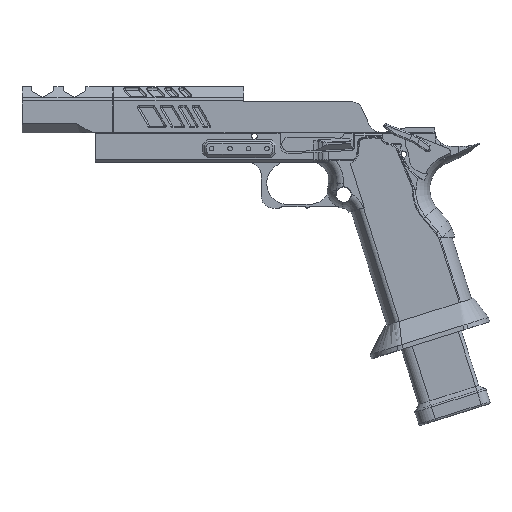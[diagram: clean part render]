
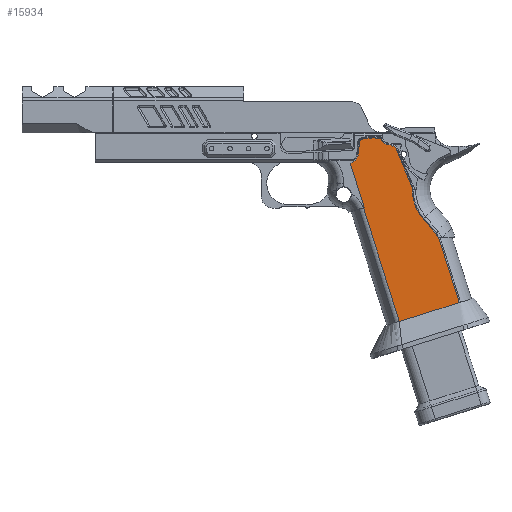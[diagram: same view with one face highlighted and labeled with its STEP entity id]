
A CAD part, top view. The second image highlights one B-rep face of the part: STEP entity #15934.
In plain terms, the highlighted planar face has unit normal (0, 0, 1).
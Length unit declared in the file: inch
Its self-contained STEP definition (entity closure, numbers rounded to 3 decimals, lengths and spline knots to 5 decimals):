
#378 = DIRECTION ( 'NONE',  ( 1., 0., 0. ) ) ;
#451 = DIRECTION ( 'NONE',  ( 0.301, -0.954, 0. ) ) ;
#478 = CIRCLE ( 'NONE', #17088, 0.18469 ) ;
#528 = VERTEX_POINT ( 'NONE', #19579 ) ;
#971 = LINE ( 'NONE', #8246, #21113 ) ;
#1225 = VERTEX_POINT ( 'NONE', #10708 ) ;
#1275 = LINE ( 'NONE', #4794, #15074 ) ;
#1445 = DIRECTION ( 'NONE',  ( -0.954, -0.301, 0. ) ) ;
#1615 = VERTEX_POINT ( 'NONE', #6475 ) ;
#1638 = AXIS2_PLACEMENT_3D ( 'NONE', #8305, #12539, #13864 ) ;
#1644 = DIRECTION ( 'NONE',  ( 1., 0., 0. ) ) ;
#1865 = VERTEX_POINT ( 'NONE', #15412 ) ;
#2297 = ORIENTED_EDGE ( 'NONE', *, *, #18735, .T. ) ;
#2304 = EDGE_CURVE ( 'NONE', #5122, #528, #971, .T. ) ;
#2836 = LINE ( 'NONE', #23225, #9192 ) ;
#3025 = DIRECTION ( 'NONE',  ( -0.649, 0.761, 0. ) ) ;
#3463 = CARTESIAN_POINT ( 'NONE',  ( 0.3234, 0.90498, 0.54094 ) ) ;
#3735 = ORIENTED_EDGE ( 'NONE', *, *, #6219, .T. ) ;
#3810 = ORIENTED_EDGE ( 'NONE', *, *, #18014, .F. ) ;
#3845 = CARTESIAN_POINT ( 'NONE',  ( 2.08027, -0.93185, 0.54094 ) ) ;
#3872 = CARTESIAN_POINT ( 'NONE',  ( 0.39283, 1.2076, 0.54094 ) ) ;
#4040 = ORIENTED_EDGE ( 'NONE', *, *, #18945, .T. ) ;
#4158 = ORIENTED_EDGE ( 'NONE', *, *, #8206, .F. ) ;
#4260 = DIRECTION ( 'NONE',  ( 0.301, -0.954, 0. ) ) ;
#4356 = VECTOR ( 'NONE', #451, 39.37008 ) ;
#4437 = LINE ( 'NONE', #14186, #5383 ) ;
#4794 = CARTESIAN_POINT ( 'NONE',  ( 1.49739, -3.66337, 0.54094 ) ) ;
#5122 = VERTEX_POINT ( 'NONE', #3845 ) ;
#5319 = EDGE_CURVE ( 'NONE', #16208, #16191, #13636, .T. ) ;
#5383 = VECTOR ( 'NONE', #22775, 39.37008 ) ;
#5680 = CARTESIAN_POINT ( 'NONE',  ( 0.45187, -0.28195, 0.54094 ) ) ;
#5738 = CARTESIAN_POINT ( 'NONE',  ( 1.50053, 0.15569, 0.54094 ) ) ;
#5767 = CARTESIAN_POINT ( 'NONE',  ( 1.21951, -2.78205, 0.54094 ) ) ;
#5917 = ORIENTED_EDGE ( 'NONE', *, *, #8579, .T. ) ;
#5921 = AXIS2_PLACEMENT_3D ( 'NONE', #13448, #7999, #378 ) ;
#6219 = EDGE_CURVE ( 'NONE', #13659, #1865, #10275, .T. ) ;
#6475 = CARTESIAN_POINT ( 'NONE',  ( 0.98433, 1.09147, 0.54094 ) ) ;
#6965 = AXIS2_PLACEMENT_3D ( 'NONE', #9955, #10188, #10417 ) ;
#7367 = ORIENTED_EDGE ( 'NONE', *, *, #5319, .T. ) ;
#7476 = CARTESIAN_POINT ( 'NONE',  ( 0.34486, 1.15025, 0.54094 ) ) ;
#7999 = DIRECTION ( 'NONE',  ( 0., 0., 1. ) ) ;
#8000 = EDGE_CURVE ( 'NONE', #1225, #5122, #2836, .T. ) ;
#8178 = CIRCLE ( 'NONE', #9364, 0.96531 ) ;
#8206 = EDGE_CURVE ( 'NONE', #1225, #1865, #22718, .T. ) ;
#8246 = CARTESIAN_POINT ( 'NONE',  ( 1.74052, -0.53352, 0.54094 ) ) ;
#8305 = CARTESIAN_POINT ( 'NONE',  ( 0.07277, 0.9269, 0.54094 ) ) ;
#8323 = VERTEX_POINT ( 'NONE', #3872 ) ;
#8378 = EDGE_LOOP ( 'NONE', ( #3810, #3735, #4158, #15986, #23741, #2297, #5917, #19486, #9758, #9805, #23351, #21555, #18038, #7367, #4040 ) ) ;
#8579 = EDGE_CURVE ( 'NONE', #14008, #16433, #19882, .T. ) ;
#8606 = CARTESIAN_POINT ( 'NONE',  ( 0.4331, -0.28787, 0.54094 ) ) ;
#9192 = VECTOR ( 'NONE', #21644, 39.37008 ) ;
#9362 = CIRCLE ( 'NONE', #21275, 0.2086 ) ;
#9364 = AXIS2_PLACEMENT_3D ( 'NONE', #10898, #21853, #12597 ) ;
#9413 = DIRECTION ( 'NONE',  ( -0.383, 0.924, 0. ) ) ;
#9758 = ORIENTED_EDGE ( 'NONE', *, *, #15369, .T. ) ;
#9805 = ORIENTED_EDGE ( 'NONE', *, *, #11752, .T. ) ;
#9955 = CARTESIAN_POINT ( 'NONE',  ( 2.50609, 0.11945, 0.54094 ) ) ;
#10044 = EDGE_CURVE ( 'NONE', #12409, #16208, #11315, .T. ) ;
#10168 = EDGE_CURVE ( 'NONE', #8323, #20448, #18998, .T. ) ;
#10188 = DIRECTION ( 'NONE',  ( 0., 0., -1. ) ) ;
#10275 = LINE ( 'NONE', #12449, #14451 ) ;
#10417 = DIRECTION ( 'NONE',  ( 1., 0., 0. ) ) ;
#10534 = AXIS2_PLACEMENT_3D ( 'NONE', #18057, #23600, #20095 ) ;
#10686 = CARTESIAN_POINT ( 'NONE',  ( 0.81619, 1.22599, 0.54094 ) ) ;
#10708 = CARTESIAN_POINT ( 'NONE',  ( 2.08034, -0.93185, 0.54094 ) ) ;
#10898 = CARTESIAN_POINT ( 'NONE',  ( 0.64537, 0.2759, 0.54094 ) ) ;
#11027 = LINE ( 'NONE', #8606, #23154 ) ;
#11315 = CIRCLE ( 'NONE', #1638, 0.25158 ) ;
#11457 = CARTESIAN_POINT ( 'NONE',  ( 0.97342, 0.88316, 0.54094 ) ) ;
#11752 = EDGE_CURVE ( 'NONE', #22204, #8323, #8178, .T. ) ;
#12321 = CARTESIAN_POINT ( 'NONE',  ( 1.16614, 0.96299, 0.54094 ) ) ;
#12409 = VERTEX_POINT ( 'NONE', #3463 ) ;
#12449 = CARTESIAN_POINT ( 'NONE',  ( 3.22186, -2.15071, 0.54094 ) ) ;
#12539 = DIRECTION ( 'NONE',  ( 0., 0., -1. ) ) ;
#12597 = DIRECTION ( 'NONE',  ( 1., 0., 0. ) ) ;
#13448 = CARTESIAN_POINT ( 'NONE',  ( 2.50609, 0.11945, 0.54094 ) ) ;
#13636 = LINE ( 'NONE', #20619, #4356 ) ;
#13659 = VERTEX_POINT ( 'NONE', #5767 ) ;
#13767 = VECTOR ( 'NONE', #9413, 39.37008 ) ;
#13864 = DIRECTION ( 'NONE',  ( 1., 0., 0. ) ) ;
#14008 = VERTEX_POINT ( 'NONE', #5738 ) ;
#14186 = CARTESIAN_POINT ( 'NONE',  ( 0.34486, 1.15025, 0.54094 ) ) ;
#14451 = VECTOR ( 'NONE', #16177, 39.37008 ) ;
#14717 = DIRECTION ( 'NONE',  ( 0., 0., 1. ) ) ;
#15074 = VECTOR ( 'NONE', #17822, 39.37008 ) ;
#15369 = EDGE_CURVE ( 'NONE', #1615, #22204, #478, .T. ) ;
#15412 = CARTESIAN_POINT ( 'NONE',  ( 2.53311, -2.36787, 0.54094 ) ) ;
#15863 = CIRCLE ( 'NONE', #6965, 1.00621 ) ;
#15934 = ADVANCED_FACE ( 'NONE', ( #16025 ), #23357, .T. ) ;
#15986 = ORIENTED_EDGE ( 'NONE', *, *, #8000, .T. ) ;
#16025 = FACE_OUTER_BOUND ( 'NONE', #8378, .T. ) ;
#16177 = DIRECTION ( 'NONE',  ( 0.954, 0.301, 0. ) ) ;
#16191 = VERTEX_POINT ( 'NONE', #5680 ) ;
#16208 = VERTEX_POINT ( 'NONE', #22211 ) ;
#16433 = VERTEX_POINT ( 'NONE', #12321 ) ;
#16583 = DIRECTION ( 'NONE',  ( 0., 0., -1. ) ) ;
#17088 = AXIS2_PLACEMENT_3D ( 'NONE', #20052, #16583, #19826 ) ;
#17822 = DIRECTION ( 'NONE',  ( -0.301, 0.954, 0. ) ) ;
#18013 = VERTEX_POINT ( 'NONE', #23251 ) ;
#18014 = EDGE_CURVE ( 'NONE', #13659, #18013, #1275, .T. ) ;
#18038 = ORIENTED_EDGE ( 'NONE', *, *, #10044, .T. ) ;
#18057 = CARTESIAN_POINT ( 'NONE',  ( 0.40992, 1.14456, 0.54094 ) ) ;
#18735 = EDGE_CURVE ( 'NONE', #528, #14008, #15863, .T. ) ;
#18823 = VECTOR ( 'NONE', #4260, 39.37008 ) ;
#18945 = EDGE_CURVE ( 'NONE', #16191, #18013, #11027, .T. ) ;
#18998 = CIRCLE ( 'NONE', #10534, 0.06531 ) ;
#19486 = ORIENTED_EDGE ( 'NONE', *, *, #22931, .T. ) ;
#19579 = CARTESIAN_POINT ( 'NONE',  ( 1.74052, -0.53352, 0.54094 ) ) ;
#19826 = DIRECTION ( 'NONE',  ( 1., 0., 0. ) ) ;
#19882 = LINE ( 'NONE', #20363, #13767 ) ;
#20052 = CARTESIAN_POINT ( 'NONE',  ( 0.994, 1.2759, 0.54094 ) ) ;
#20095 = DIRECTION ( 'NONE',  ( 1., 0., 0. ) ) ;
#20363 = CARTESIAN_POINT ( 'NONE',  ( 1.50053, 0.15569, 0.54094 ) ) ;
#20448 = VERTEX_POINT ( 'NONE', #7476 ) ;
#20562 = EDGE_CURVE ( 'NONE', #20448, #12409, #4437, .T. ) ;
#20619 = CARTESIAN_POINT ( 'NONE',  ( 0.14656, 0.68639, 0.54094 ) ) ;
#20788 = CARTESIAN_POINT ( 'NONE',  ( 1.69595, 0.28728, 0.54094 ) ) ;
#21113 = VECTOR ( 'NONE', #3025, 39.37008 ) ;
#21275 = AXIS2_PLACEMENT_3D ( 'NONE', #11457, #14717, #1644 ) ;
#21555 = ORIENTED_EDGE ( 'NONE', *, *, #20562, .T. ) ;
#21644 = DIRECTION ( 'NONE',  ( -1., 0., 0. ) ) ;
#21853 = DIRECTION ( 'NONE',  ( 0., 0., 1. ) ) ;
#22204 = VERTEX_POINT ( 'NONE', #10686 ) ;
#22211 = CARTESIAN_POINT ( 'NONE',  ( 0.14656, 0.68639, 0.54094 ) ) ;
#22718 = LINE ( 'NONE', #20788, #18823 ) ;
#22775 = DIRECTION ( 'NONE',  ( -0.087, -0.996, 0. ) ) ;
#22931 = EDGE_CURVE ( 'NONE', #16433, #1615, #9362, .T. ) ;
#23154 = VECTOR ( 'NONE', #1445, 39.37008 ) ;
#23225 = CARTESIAN_POINT ( 'NONE',  ( 2.97587, -0.93185, 0.54094 ) ) ;
#23251 = CARTESIAN_POINT ( 'NONE',  ( 0.4331, -0.28787, 0.54094 ) ) ;
#23351 = ORIENTED_EDGE ( 'NONE', *, *, #10168, .T. ) ;
#23357 = PLANE ( 'NONE',  #5921 ) ;
#23600 = DIRECTION ( 'NONE',  ( 0., 0., 1. ) ) ;
#23741 = ORIENTED_EDGE ( 'NONE', *, *, #2304, .T. ) ;
